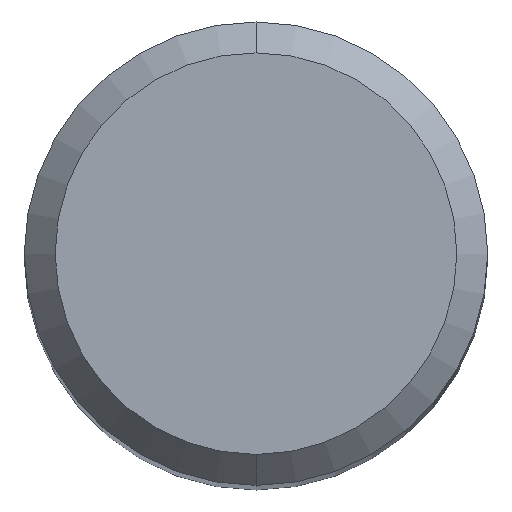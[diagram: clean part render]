
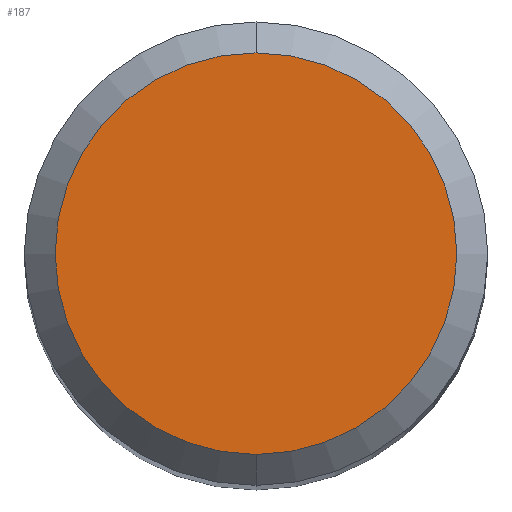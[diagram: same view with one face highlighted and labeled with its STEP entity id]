
A CAD part, top view. The second image highlights one B-rep face of the part: STEP entity #187.
In plain terms, the highlighted planar face has unit normal (0, 0, 1).
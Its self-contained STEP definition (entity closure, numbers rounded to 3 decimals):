
#101=EDGE_CURVE('',#133,#121,#252,.T.);
#121=VERTEX_POINT('',#273);
#131=EDGE_CURVE('',#121,#133,#286,.T.);
#133=VERTEX_POINT('',#288);
#187=ADVANCED_FACE('',(#350),#351,.T.);
#252=CIRCLE('',#413,2.6);
#273=CARTESIAN_POINT('',(0.0,2.6,0.0));
#286=CIRCLE('',#456,2.6);
#288=CARTESIAN_POINT('',(0.,-2.6,0.0));
#350=FACE_OUTER_BOUND('',#539,.T.);
#351=PLANE('',#540);
#413=AXIS2_PLACEMENT_3D('',#601,#602,#603);
#456=AXIS2_PLACEMENT_3D('',#649,#650,#651);
#539=EDGE_LOOP('',(#734,#735));
#540=AXIS2_PLACEMENT_3D('',#736,#737,#738);
#601=CARTESIAN_POINT('',(0.0,0.0,0.0));
#602=DIRECTION('',(0.0,0.0,-1.0));
#603=DIRECTION('',(0.0,1.0,0.0));
#649=CARTESIAN_POINT('',(0.0,0.0,0.0));
#650=DIRECTION('',(0.0,0.0,-1.0));
#651=DIRECTION('',(0.0,1.0,0.0));
#734=ORIENTED_EDGE('',*,*,#131,.F.);
#735=ORIENTED_EDGE('',*,*,#101,.F.);
#736=CARTESIAN_POINT('',(0.0,1.3,0.0));
#737=DIRECTION('',(-0.0,0.0,1.0));
#738=DIRECTION('',(0.0,-1.0,0.0));
